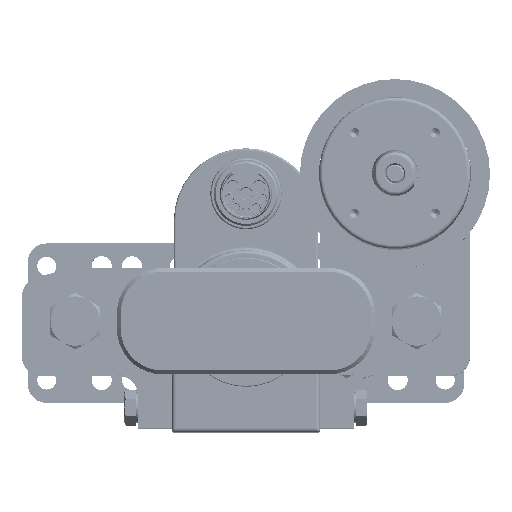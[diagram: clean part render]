
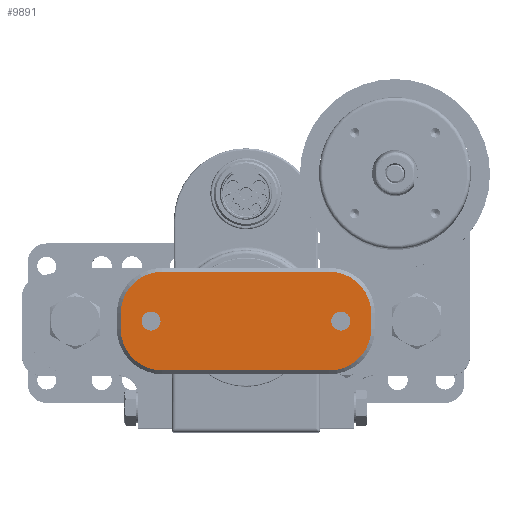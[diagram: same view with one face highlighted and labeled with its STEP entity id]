
A CAD part, top view. The second image highlights one B-rep face of the part: STEP entity #9891.
In plain terms, the highlighted planar face has unit normal (0, 0, 1).
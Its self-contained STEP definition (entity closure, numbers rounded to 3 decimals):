
#621 = EDGE_CURVE ( 'NONE', #9900, #3713, #36539, .T. ) ;
#860 = ORIENTED_EDGE ( 'NONE', *, *, #46426, .T. ) ;
#2663 = CARTESIAN_POINT ( 'NONE',  ( -22., -2., 10. ) ) ;
#3713 = VERTEX_POINT ( 'NONE', #39915 ) ;
#4046 = DIRECTION ( 'NONE',  ( 1., 0., 0. ) ) ;
#4227 = ORIENTED_EDGE ( 'NONE', *, *, #24244, .T. ) ;
#5396 = ORIENTED_EDGE ( 'NONE', *, *, #10072, .T. ) ;
#5501 = CARTESIAN_POINT ( 'NONE',  ( -22., 2., 10. ) ) ;
#6171 = EDGE_LOOP ( 'NONE', ( #5396, #44563 ) ) ;
#6268 = CARTESIAN_POINT ( 'NONE',  ( 22., -2., 10. ) ) ;
#6569 = CARTESIAN_POINT ( 'NONE',  ( 0., 0., 10. ) ) ;
#6630 = DIRECTION ( 'NONE',  ( 1., 0., 0. ) ) ;
#6984 = VERTEX_POINT ( 'NONE', #19650 ) ;
#7351 = DIRECTION ( 'NONE',  ( 0., 0., 1. ) ) ;
#7788 = VERTEX_POINT ( 'NONE', #43400 ) ;
#9891 = ADVANCED_FACE ( 'NONE', ( #25035, #44239, #20338 ), #55126, .T. ) ;
#9900 = VERTEX_POINT ( 'NONE', #16559 ) ;
#10072 = EDGE_CURVE ( 'NONE', #39543, #15268, #23700, .T. ) ;
#10893 = ORIENTED_EDGE ( 'NONE', *, *, #39039, .T. ) ;
#10960 = DIRECTION ( 'NONE',  ( -1., 0., 0. ) ) ;
#11082 = CARTESIAN_POINT ( 'NONE',  ( -22., 13., 10. ) ) ;
#12996 = EDGE_CURVE ( 'NONE', #3713, #9900, #61688, .T. ) ;
#12999 = CARTESIAN_POINT ( 'NONE',  ( -33., -2., 10. ) ) ;
#13218 = EDGE_CURVE ( 'NONE', #57887, #19229, #58711, .T. ) ;
#14387 = CARTESIAN_POINT ( 'NONE',  ( -25., 0., 10. ) ) ;
#14660 = AXIS2_PLACEMENT_3D ( 'NONE', #6569, #49803, #45126 ) ;
#15025 = CARTESIAN_POINT ( 'NONE',  ( -25., 0., 10. ) ) ;
#15101 = VECTOR ( 'NONE', #50948, 1000. ) ;
#15268 = VERTEX_POINT ( 'NONE', #21936 ) ;
#16483 = ORIENTED_EDGE ( 'NONE', *, *, #621, .T. ) ;
#16559 = CARTESIAN_POINT ( 'NONE',  ( -22.5, 0., 10. ) ) ;
#16860 = EDGE_CURVE ( 'NONE', #57942, #57887, #34171, .T. ) ;
#19229 = VERTEX_POINT ( 'NONE', #59897 ) ;
#19650 = CARTESIAN_POINT ( 'NONE',  ( -33., -2., 10. ) ) ;
#19836 = CARTESIAN_POINT ( 'NONE',  ( 22., 13., 10. ) ) ;
#20009 = DIRECTION ( 'NONE',  ( 1., 0., 0. ) ) ;
#20338 = FACE_OUTER_BOUND ( 'NONE', #29621, .T. ) ;
#20818 = AXIS2_PLACEMENT_3D ( 'NONE', #2663, #7351, #22032 ) ;
#20946 = EDGE_LOOP ( 'NONE', ( #22096, #16483 ) ) ;
#21759 = LINE ( 'NONE', #12999, #15101 ) ;
#21936 = CARTESIAN_POINT ( 'NONE',  ( 27.5, 0., 10. ) ) ;
#22032 = DIRECTION ( 'NONE',  ( 1., 0., 0. ) ) ;
#22096 = ORIENTED_EDGE ( 'NONE', *, *, #12996, .T. ) ;
#22507 = EDGE_CURVE ( 'NONE', #42114, #7788, #35181, .T. ) ;
#23700 = CIRCLE ( 'NONE', #44797, 2.5 ) ;
#24244 = EDGE_CURVE ( 'NONE', #34396, #54687, #27053, .T. ) ;
#25035 = FACE_BOUND ( 'NONE', #6171, .T. ) ;
#25389 = VECTOR ( 'NONE', #6630, 1000. ) ;
#26733 = CARTESIAN_POINT ( 'NONE',  ( 33., 2., 10. ) ) ;
#26791 = CARTESIAN_POINT ( 'NONE',  ( 22.5, 0., 10. ) ) ;
#27053 = LINE ( 'NONE', #26733, #32718 ) ;
#27495 = CARTESIAN_POINT ( 'NONE',  ( 22., 2., 10. ) ) ;
#27819 = DIRECTION ( 'NONE',  ( 0., 0., 1. ) ) ;
#28131 = DIRECTION ( 'NONE',  ( 0., 0., -1. ) ) ;
#29521 = CARTESIAN_POINT ( 'NONE',  ( 22., -13., 10. ) ) ;
#29606 = DIRECTION ( 'NONE',  ( 0., 0., 1. ) ) ;
#29621 = EDGE_LOOP ( 'NONE', ( #50871, #10893, #49698, #860, #4227, #54736, #48887, #58763 ) ) ;
#29991 = CARTESIAN_POINT ( 'NONE',  ( 33., 2., 10. ) ) ;
#30531 = AXIS2_PLACEMENT_3D ( 'NONE', #14387, #33546, #52655 ) ;
#31648 = AXIS2_PLACEMENT_3D ( 'NONE', #5501, #29606, #51345 ) ;
#31696 = EDGE_CURVE ( 'NONE', #15268, #39543, #43404, .T. ) ;
#32718 = VECTOR ( 'NONE', #59985, 1000. ) ;
#32860 = CARTESIAN_POINT ( 'NONE',  ( 33., -2., 10. ) ) ;
#33546 = DIRECTION ( 'NONE',  ( 0., 0., -1. ) ) ;
#33868 = CIRCLE ( 'NONE', #20818, 11. ) ;
#34171 = LINE ( 'NONE', #58913, #53929 ) ;
#34396 = VERTEX_POINT ( 'NONE', #32860 ) ;
#35181 = LINE ( 'NONE', #29521, #25389 ) ;
#35383 = AXIS2_PLACEMENT_3D ( 'NONE', #59888, #49862, #45183 ) ;
#36539 = CIRCLE ( 'NONE', #30531, 2.5 ) ;
#37256 = CARTESIAN_POINT ( 'NONE',  ( 25., 0., 10. ) ) ;
#39039 = EDGE_CURVE ( 'NONE', #6984, #42114, #33868, .T. ) ;
#39187 = DIRECTION ( 'NONE',  ( 0., 0., 1. ) ) ;
#39512 = DIRECTION ( 'NONE',  ( 0., 0., -1. ) ) ;
#39543 = VERTEX_POINT ( 'NONE', #26791 ) ;
#39915 = CARTESIAN_POINT ( 'NONE',  ( -27.5, 0., 10. ) ) ;
#42114 = VERTEX_POINT ( 'NONE', #48032 ) ;
#43339 = CIRCLE ( 'NONE', #55319, 11. ) ;
#43400 = CARTESIAN_POINT ( 'NONE',  ( 22., -13., 10. ) ) ;
#43404 = CIRCLE ( 'NONE', #35383, 2.5 ) ;
#43595 = DIRECTION ( 'NONE',  ( -1., 0., 0. ) ) ;
#44239 = FACE_BOUND ( 'NONE', #20946, .T. ) ;
#44563 = ORIENTED_EDGE ( 'NONE', *, *, #31696, .T. ) ;
#44797 = AXIS2_PLACEMENT_3D ( 'NONE', #37256, #28131, #47257 ) ;
#45126 = DIRECTION ( 'NONE',  ( 1., 0., 0. ) ) ;
#45183 = DIRECTION ( 'NONE',  ( -1., 0., 0. ) ) ;
#45253 = AXIS2_PLACEMENT_3D ( 'NONE', #6268, #39187, #20009 ) ;
#46426 = EDGE_CURVE ( 'NONE', #7788, #34396, #55238, .T. ) ;
#47004 = EDGE_CURVE ( 'NONE', #54687, #57942, #43339, .T. ) ;
#47257 = DIRECTION ( 'NONE',  ( -1., 0., 0. ) ) ;
#48032 = CARTESIAN_POINT ( 'NONE',  ( -22., -13., 10. ) ) ;
#48887 = ORIENTED_EDGE ( 'NONE', *, *, #16860, .T. ) ;
#49698 = ORIENTED_EDGE ( 'NONE', *, *, #22507, .T. ) ;
#49803 = DIRECTION ( 'NONE',  ( 0., 0., 1. ) ) ;
#49862 = DIRECTION ( 'NONE',  ( 0., 0., -1. ) ) ;
#50871 = ORIENTED_EDGE ( 'NONE', *, *, #59940, .T. ) ;
#50948 = DIRECTION ( 'NONE',  ( 0., -1., 0. ) ) ;
#51345 = DIRECTION ( 'NONE',  ( 1., 0., 0. ) ) ;
#51667 = AXIS2_PLACEMENT_3D ( 'NONE', #15025, #39512, #43595 ) ;
#52655 = DIRECTION ( 'NONE',  ( -1., 0., 0. ) ) ;
#53929 = VECTOR ( 'NONE', #10960, 1000. ) ;
#54687 = VERTEX_POINT ( 'NONE', #29991 ) ;
#54736 = ORIENTED_EDGE ( 'NONE', *, *, #47004, .T. ) ;
#55126 = PLANE ( 'NONE',  #14660 ) ;
#55238 = CIRCLE ( 'NONE', #45253, 11. ) ;
#55319 = AXIS2_PLACEMENT_3D ( 'NONE', #27495, #27819, #4046 ) ;
#57887 = VERTEX_POINT ( 'NONE', #11082 ) ;
#57942 = VERTEX_POINT ( 'NONE', #19836 ) ;
#58711 = CIRCLE ( 'NONE', #31648, 11. ) ;
#58763 = ORIENTED_EDGE ( 'NONE', *, *, #13218, .T. ) ;
#58913 = CARTESIAN_POINT ( 'NONE',  ( -22., 13., 10. ) ) ;
#59888 = CARTESIAN_POINT ( 'NONE',  ( 25., 0., 10. ) ) ;
#59897 = CARTESIAN_POINT ( 'NONE',  ( -33., 2., 10. ) ) ;
#59940 = EDGE_CURVE ( 'NONE', #19229, #6984, #21759, .T. ) ;
#59985 = DIRECTION ( 'NONE',  ( 0., 1., 0. ) ) ;
#61688 = CIRCLE ( 'NONE', #51667, 2.5 ) ;
